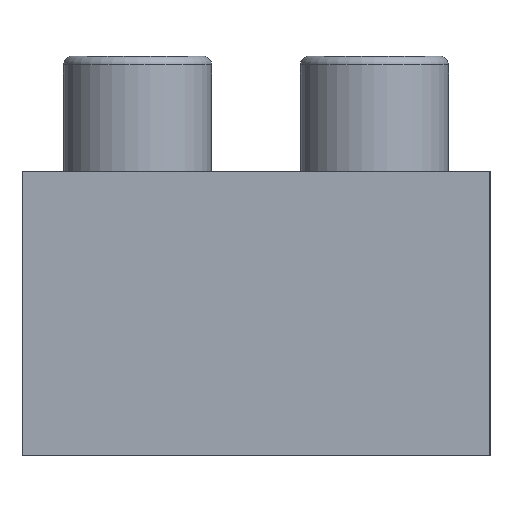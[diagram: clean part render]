
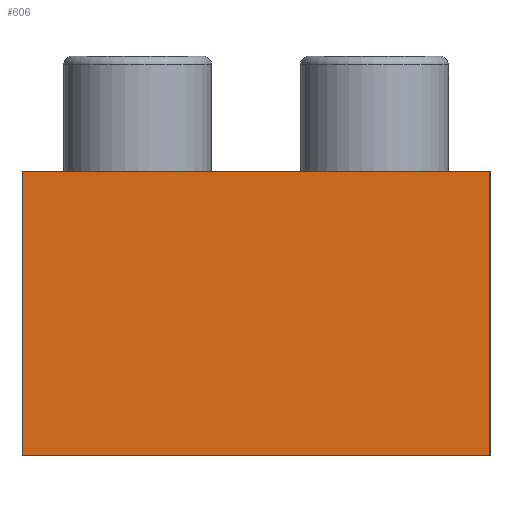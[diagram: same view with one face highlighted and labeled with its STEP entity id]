
A CAD part, left-side view. The second image highlights one B-rep face of the part: STEP entity #606.
In plain terms, the highlighted planar face has unit normal (-1, 0, 0).
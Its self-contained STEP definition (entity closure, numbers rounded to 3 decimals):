
#58=PLANE('',#686);
#93=FACE_OUTER_BOUND('',#146,.T.);
#146=EDGE_LOOP('',(#486,#487,#488,#489));
#193=LINE('',#1038,#229);
#201=LINE('',#1053,#237);
#202=LINE('',#1055,#238);
#203=LINE('',#1056,#239);
#229=VECTOR('',#827,10.);
#237=VECTOR('',#839,10.);
#238=VECTOR('',#842,10.);
#239=VECTOR('',#843,10.);
#309=VERTEX_POINT('',#1035);
#310=VERTEX_POINT('',#1037);
#314=VERTEX_POINT('',#1049);
#315=VERTEX_POINT('',#1051);
#371=EDGE_CURVE('',#309,#310,#193,.T.);
#379=EDGE_CURVE('',#314,#315,#201,.T.);
#380=EDGE_CURVE('',#309,#314,#202,.T.);
#381=EDGE_CURVE('',#310,#315,#203,.T.);
#486=ORIENTED_EDGE('',*,*,#380,.T.);
#487=ORIENTED_EDGE('',*,*,#379,.T.);
#488=ORIENTED_EDGE('',*,*,#381,.F.);
#489=ORIENTED_EDGE('',*,*,#371,.F.);
#606=ADVANCED_FACE('',(#93),#58,.T.);
#686=AXIS2_PLACEMENT_3D('',#1054,#840,#841);
#827=DIRECTION('',(0.,0.,1.));
#839=DIRECTION('',(0.,0.,1.));
#840=DIRECTION('center_axis',(-1.,0.,0.));
#841=DIRECTION('ref_axis',(0.,-1.,0.));
#842=DIRECTION('',(0.,-1.,0.));
#843=DIRECTION('',(0.,-1.,0.));
#1035=CARTESIAN_POINT('',(0.,15.8,0.));
#1037=CARTESIAN_POINT('',(0.,15.8,9.6));
#1038=CARTESIAN_POINT('',(0.,15.8,0.));
#1049=CARTESIAN_POINT('',(0.,0.,0.));
#1051=CARTESIAN_POINT('',(0.,0.,9.6));
#1053=CARTESIAN_POINT('',(0.,0.,0.));
#1054=CARTESIAN_POINT('Origin',(0.,15.8,0.));
#1055=CARTESIAN_POINT('',(0.,15.8,0.));
#1056=CARTESIAN_POINT('',(0.,15.8,9.6));
